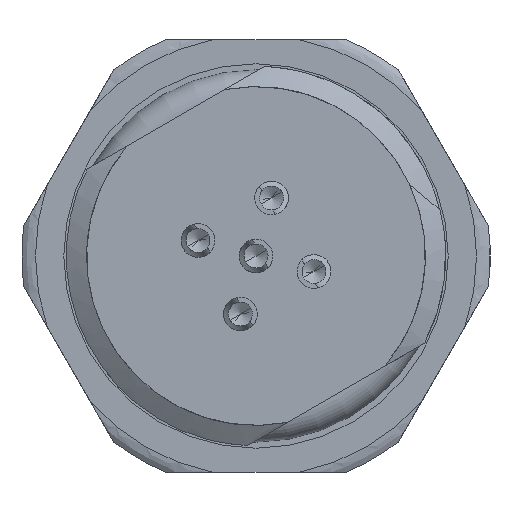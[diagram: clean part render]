
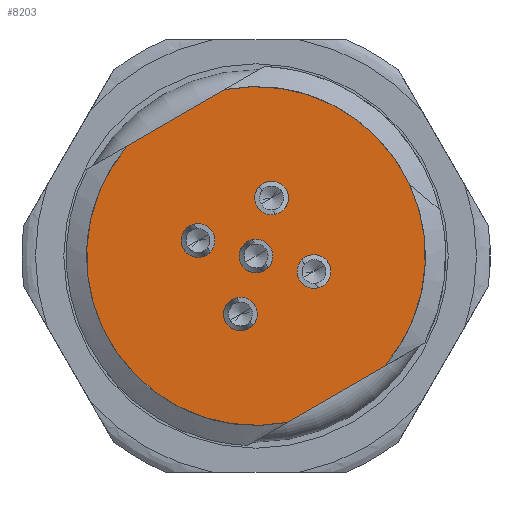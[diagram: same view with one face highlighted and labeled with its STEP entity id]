
A CAD part, front view. The second image highlights one B-rep face of the part: STEP entity #8203.
In plain terms, the highlighted planar face has unit normal (0, -1, 0).
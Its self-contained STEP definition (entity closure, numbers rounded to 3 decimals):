
#16=CARTESIAN_POINT('',(-2.415,-7.,0.647));
#17=DIRECTION('',(0.,-1.,0.));
#18=DIRECTION('',(-0.259,0.,-0.966));
#19=AXIS2_PLACEMENT_3D('',#16,#17,#18);
#44=DIRECTION('',(0.866,0.,0.5));
#45=VECTOR('',#44,4.682);
#46=CARTESIAN_POINT('',(-5.352,-7.,4.589));
#47=LINE('',#46,#45);
#48=DIRECTION('',(-0.866,0.,-0.5));
#49=VECTOR('',#48,4.682);
#50=CARTESIAN_POINT('',(5.352,-7.,-4.589));
#51=LINE('',#50,#49);
#52=CARTESIAN_POINT('',(-2.415,-7.,0.647));
#53=DIRECTION('',(0.,-1.,0.));
#54=DIRECTION('',(0.259,0.,0.966));
#55=AXIS2_PLACEMENT_3D('',#52,#53,#54);
#183=CARTESIAN_POINT('',(-0.647,-7.,-2.415));
#184=DIRECTION('',(0.,-1.,0.));
#185=DIRECTION('',(-0.259,0.,-0.966));
#186=AXIS2_PLACEMENT_3D('',#183,#184,#185);
#211=CARTESIAN_POINT('',(-0.647,-7.,-2.415));
#212=DIRECTION('',(0.,-1.,0.));
#213=DIRECTION('',(0.259,0.,0.966));
#214=AXIS2_PLACEMENT_3D('',#211,#212,#213);
#357=CARTESIAN_POINT('',(2.415,-7.,-0.647));
#358=DIRECTION('',(0.,-1.,0.));
#359=DIRECTION('',(0.259,0.,0.966));
#360=AXIS2_PLACEMENT_3D('',#357,#358,#359);
#385=CARTESIAN_POINT('',(2.415,-7.,-0.647));
#386=DIRECTION('',(0.,-1.,0.));
#387=DIRECTION('',(-0.259,0.,-0.966));
#388=AXIS2_PLACEMENT_3D('',#385,#386,#387);
#531=CARTESIAN_POINT('',(0.647,-7.,2.415));
#532=DIRECTION('',(0.,-1.,0.));
#533=DIRECTION('',(0.259,0.,0.966));
#534=AXIS2_PLACEMENT_3D('',#531,#532,#533);
#559=CARTESIAN_POINT('',(0.647,-7.,2.415));
#560=DIRECTION('',(0.,-1.,0.));
#561=DIRECTION('',(-0.259,0.,-0.966));
#562=AXIS2_PLACEMENT_3D('',#559,#560,#561);
#705=CARTESIAN_POINT('',(0.,-7.,0.));
#706=DIRECTION('',(0.,-1.,0.));
#707=DIRECTION('',(-0.259,0.,-0.966));
#708=AXIS2_PLACEMENT_3D('',#705,#706,#707);
#733=CARTESIAN_POINT('',(0.,-7.,0.));
#734=DIRECTION('',(0.,-1.,0.));
#735=DIRECTION('',(0.259,0.,0.966));
#736=AXIS2_PLACEMENT_3D('',#733,#734,#735);
#1024=CARTESIAN_POINT('',(0.,-7.,0.));
#1025=DIRECTION('',(0.,-1.,0.));
#1026=DIRECTION('',(0.759,0.,-0.651));
#1027=AXIS2_PLACEMENT_3D('',#1024,#1025,#1026);
#1166=CARTESIAN_POINT('',(0.,-7.,0.));
#1167=DIRECTION('',(0.,-1.,0.));
#1168=DIRECTION('',(-0.759,0.,0.651));
#1169=AXIS2_PLACEMENT_3D('',#1166,#1167,#1168);
#7349=CARTESIAN_POINT('',(-5.352,-7.,4.589));
#7350=CARTESIAN_POINT('',(-1.298,-7.,6.93));
#7351=VERTEX_POINT('',#7349);
#7352=VERTEX_POINT('',#7350);
#7353=CARTESIAN_POINT('',(5.352,-7.,-4.589));
#7354=CARTESIAN_POINT('',(1.298,-7.,-6.93));
#7355=VERTEX_POINT('',#7353);
#7356=VERTEX_POINT('',#7354);
#8100=CARTESIAN_POINT('',(-0.181,-7.,-0.676));
#8101=CARTESIAN_POINT('',(0.181,-7.,0.676));
#8102=VERTEX_POINT('',#8100);
#8103=VERTEX_POINT('',#8101);
#8104=CARTESIAN_POINT('',(0.828,-7.,3.091));
#8105=CARTESIAN_POINT('',(0.466,-7.,1.739));
#8106=VERTEX_POINT('',#8104);
#8107=VERTEX_POINT('',#8105);
#8108=CARTESIAN_POINT('',(2.596,-7.,0.029));
#8109=CARTESIAN_POINT('',(2.234,-7.,-1.323));
#8110=VERTEX_POINT('',#8108);
#8111=VERTEX_POINT('',#8109);
#8112=CARTESIAN_POINT('',(-0.828,-7.,-3.091));
#8113=CARTESIAN_POINT('',(-0.466,-7.,-1.739));
#8114=VERTEX_POINT('',#8112);
#8115=VERTEX_POINT('',#8113);
#8116=CARTESIAN_POINT('',(-2.596,-7.,-0.029));
#8117=CARTESIAN_POINT('',(-2.234,-7.,1.323));
#8118=VERTEX_POINT('',#8116);
#8119=VERTEX_POINT('',#8117);
#8159=CARTESIAN_POINT('',(0.,-7.,0.));
#8160=DIRECTION('',(0.,-1.,0.));
#8161=DIRECTION('',(0.866,0.,0.5));
#8162=AXIS2_PLACEMENT_3D('',#8159,#8160,#8161);
#8163=PLANE('',#8162);
#8165=ORIENTED_EDGE('',*,*,#8164,.T.);
#8167=ORIENTED_EDGE('',*,*,#8166,.F.);
#8169=ORIENTED_EDGE('',*,*,#8168,.T.);
#8171=ORIENTED_EDGE('',*,*,#8170,.F.);
#8172=EDGE_LOOP('',(#8165,#8167,#8169,#8171));
#8173=FACE_OUTER_BOUND('',#8172,.F.);
#8175=ORIENTED_EDGE('',*,*,#8174,.T.);
#8177=ORIENTED_EDGE('',*,*,#8176,.T.);
#8178=EDGE_LOOP('',(#8175,#8177));
#8179=FACE_BOUND('',#8178,.F.);
#8181=ORIENTED_EDGE('',*,*,#8180,.T.);
#8183=ORIENTED_EDGE('',*,*,#8182,.T.);
#8184=EDGE_LOOP('',(#8181,#8183));
#8185=FACE_BOUND('',#8184,.F.);
#8187=ORIENTED_EDGE('',*,*,#8186,.T.);
#8189=ORIENTED_EDGE('',*,*,#8188,.T.);
#8190=EDGE_LOOP('',(#8187,#8189));
#8191=FACE_BOUND('',#8190,.F.);
#8193=ORIENTED_EDGE('',*,*,#8192,.T.);
#8195=ORIENTED_EDGE('',*,*,#8194,.T.);
#8196=EDGE_LOOP('',(#8193,#8195));
#8197=FACE_BOUND('',#8196,.F.);
#8198=ORIENTED_EDGE('',*,*,#8147,.T.);
#8200=ORIENTED_EDGE('',*,*,#8199,.T.);
#8201=EDGE_LOOP('',(#8198,#8200));
#8202=FACE_BOUND('',#8201,.F.);
#8203=ADVANCED_FACE('',(#8173,#8179,#8185,#8191,#8197,#8202),#8163,.T.);
#20=CIRCLE('',#19,0.7);
#56=CIRCLE('',#55,0.7);
#187=CIRCLE('',#186,0.7);
#215=CIRCLE('',#214,0.7);
#361=CIRCLE('',#360,0.7);
#389=CIRCLE('',#388,0.7);
#535=CIRCLE('',#534,0.7);
#563=CIRCLE('',#562,0.7);
#709=CIRCLE('',#708,0.7);
#737=CIRCLE('',#736,0.7);
#1028=CIRCLE('',#1027,7.05);
#1170=CIRCLE('',#1169,7.05);
#8147=EDGE_CURVE('',#8118,#8119,#20,.T.);
#8164=EDGE_CURVE('',#7351,#7352,#47,.T.);
#8166=EDGE_CURVE('',#7355,#7352,#1028,.T.);
#8168=EDGE_CURVE('',#7355,#7356,#51,.T.);
#8170=EDGE_CURVE('',#7351,#7356,#1170,.T.);
#8174=EDGE_CURVE('',#8114,#8115,#187,.T.);
#8176=EDGE_CURVE('',#8115,#8114,#215,.T.);
#8180=EDGE_CURVE('',#8110,#8111,#361,.T.);
#8182=EDGE_CURVE('',#8111,#8110,#389,.T.);
#8186=EDGE_CURVE('',#8106,#8107,#535,.T.);
#8188=EDGE_CURVE('',#8107,#8106,#563,.T.);
#8192=EDGE_CURVE('',#8102,#8103,#709,.T.);
#8194=EDGE_CURVE('',#8103,#8102,#737,.T.);
#8199=EDGE_CURVE('',#8119,#8118,#56,.T.);
